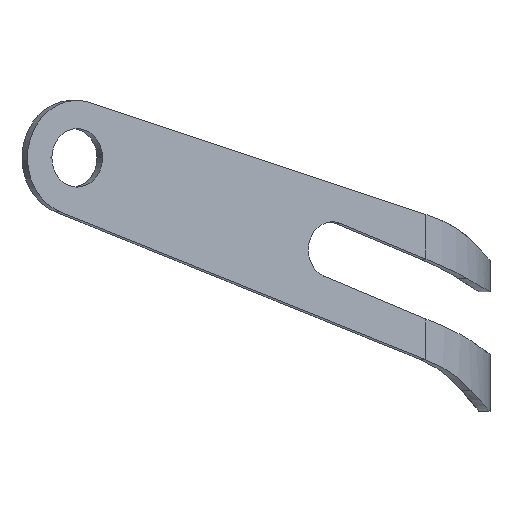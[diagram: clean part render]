
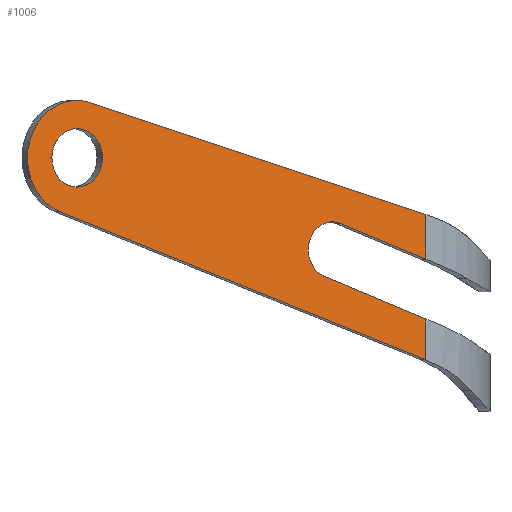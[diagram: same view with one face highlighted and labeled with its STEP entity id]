
A CAD part, left-side view. The second image highlights one B-rep face of the part: STEP entity #1006.
In plain terms, the highlighted planar face has unit normal (-0.866, -0.5, 0).
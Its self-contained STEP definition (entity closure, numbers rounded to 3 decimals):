
#95=CARTESIAN_POINT('POINT11',(-17.74,
   16.83,14.909));
#96=VERTEX_POINT('VERTEX11',#95);
#104=CARTESIAN_POINT('POINT12',(-16.153,
   14.08,14.909));
#105=VERTEX_POINT('VERTEX12',#104);
#112=CARTESIAN_POINT('POS14',(-16.946,
   15.455,14.909));
#113=DIRECTION('DIR19',(-0.866,-0.5,0.));
#114=DIRECTION('DIR20',(-0.5,0.866,0.));
#115=AXIS2_PLACEMENT_3D('AXIS6',#112,#113,#114);
#116=CIRCLE('ELLIPSE5',#115,1.588);
#117=EDGE_CURVE('EDGE13',#96,#105,#116,.F.);
#130=CARTESIAN_POINT('POS16',(-16.946,
   15.455,14.909));
#131=DIRECTION('DIR23',(-0.866,-0.5,0.));
#132=DIRECTION('DIR24',(-0.5,0.866,0.));
#133=AXIS2_PLACEMENT_3D('AXIS8',#130,#131,#132);
#134=CIRCLE('ELLIPSE6',#133,1.588);
#135=EDGE_CURVE('EDGE14',#105,#96,#134,.F.);
#140=CARTESIAN_POINT('POINT13',(-6.018,
   -3.474,6.165));
#141=VERTEX_POINT('VERTEX13',#140);
#148=CARTESIAN_POINT('POINT14',(-9.204,
   2.044,8.485));
#149=VERTEX_POINT('VERTEX14',#148);
#156=CARTESIAN_POINT('POS18',(-11.831,
   6.596,10.398));
#157=DIRECTION('DIR26',(-0.47,0.814,
   0.342));
#158=VECTOR('VEC10',#157,1.);
#159=LINE('STRAIGHT10',#156,#158);
#160=EDGE_CURVE('EDGE17',#141,#149,#159,.T.);
#171=CARTESIAN_POINT('POINT15',(-6.018,
   -3.474,3.957));
#172=VERTEX_POINT('VERTEX15',#171);
#178=CARTESIAN_POINT('POINT16',(-17.461,
   16.346,11.97));
#179=VERTEX_POINT('VERTEX16',#178);
#180=CARTESIAN_POINT('POS20',(-14.392,
   11.03,9.821));
#181=DIRECTION('DIR29',(0.472,-0.817,
   -0.33));
#182=VECTOR('VEC11',#181,1.);
#183=LINE('STRAIGHT11',#180,#182);
#184=EDGE_CURVE('EDGE19',#179,#172,#183,.T.);
#200=CARTESIAN_POINT('POINT17',(-16.515,
   14.707,17.902));
#201=VERTEX_POINT('VERTEX17',#200);
#202=CARTESIAN_POINT('POS23',(-16.946,
   15.455,14.909));
#203=DIRECTION('DIR33',(-0.866,-0.5,
   0.));
#204=DIRECTION('DIR34',(-0.165,0.286,
   -0.944));
#205=AXIS2_PLACEMENT_3D('AXIS11',#202,#203,#204);
#206=CIRCLE('ELLIPSE7',#205,3.114);
#207=EDGE_CURVE('EDGE21',#201,#179,#206,.T.);
#225=CARTESIAN_POINT('POINT18',(-6.018,
   -3.474,11.841));
#226=VERTEX_POINT('VERTEX18',#225);
#227=CARTESIAN_POINT('POS26',(-14.113,
   10.547,16.515));
#228=DIRECTION('DIR38',(0.48,-0.832,
   -0.277));
#229=VECTOR('VEC14',#228,1.);
#230=LINE('STRAIGHT14',#227,#229);
#231=EDGE_CURVE('EDGE23',#226,#201,#230,.F.);
#248=CARTESIAN_POINT('POINT19',(-8.682,
   1.141,11.349));
#249=VERTEX_POINT('VERTEX19',#248);
#257=CARTESIAN_POINT('POINT20',(-6.018,
   -3.474,9.409));
#258=VERTEX_POINT('VERTEX20',#257);
#264=CARTESIAN_POINT('POS29',(-11.441,
   5.918,13.357));
#265=DIRECTION('DIR42',(-0.47,0.814,
   0.342));
#266=VECTOR('VEC16',#265,1.);
#267=LINE('STRAIGHT16',#264,#266);
#268=EDGE_CURVE('EDGE27',#258,#249,#267,.T.);
#281=CARTESIAN_POINT('POS31',(-8.943,
   1.593,9.917));
#282=DIRECTION('DIR45',(-0.866,-0.5,
   0.));
#283=DIRECTION('DIR46',(0.171,-0.296,
   0.94));
#284=AXIS2_PLACEMENT_3D('AXIS15',#281,#282,#283);
#285=CIRCLE('ELLIPSE8',#284,1.524);
#286=EDGE_CURVE('EDGE28',#249,#149,#285,.T.);
#977=ORIENTED_EDGE('COEDGE83',*,*,#286,.F.);
#978=ORIENTED_EDGE('COEDGE84',*,*,#268,.F.);
#979=CARTESIAN_POINT('POS37',(-6.018,
   -3.474,0.));
#980=DIRECTION('DIR55',(0.,0.,1.));
#981=VECTOR('VEC19',#980,1.);
#982=LINE('STRAIGHT19',#979,#981);
#983=EDGE_CURVE('EDGE53',#258,#226,#982,.T.);
#984=ORIENTED_EDGE('COEDGE85',*,*,#983,.T.);
#985=ORIENTED_EDGE('COEDGE86',*,*,#231,.T.);
#986=ORIENTED_EDGE('COEDGE87',*,*,#207,.T.);
#987=ORIENTED_EDGE('COEDGE88',*,*,#184,.T.);
#988=CARTESIAN_POINT('POS38',(-6.018,
   -3.474,0.));
#989=DIRECTION('DIR56',(0.,0.,1.));
#990=VECTOR('VEC20',#989,1.);
#991=LINE('STRAIGHT20',#988,#990);
#992=EDGE_CURVE('EDGE54',#172,#141,#991,.T.);
#993=ORIENTED_EDGE('COEDGE89',*,*,#992,.T.);
#994=ORIENTED_EDGE('COEDGE90',*,*,#160,.T.);
#995=EDGE_LOOP('NONE',(#977,#978,#984,#985,#986,#987,#993,#994));
#996=FACE_BOUND('LOOP1',#995,.T.);
#997=ORIENTED_EDGE('COEDGE91',*,*,#135,.T.);
#998=ORIENTED_EDGE('COEDGE92',*,*,#117,.T.);
#999=EDGE_LOOP('NONE',(#997,#998));
#1000=FACE_BOUND('LOOP1',#999,.T.);
#1001=CARTESIAN_POINT('POS39',(-18.504,
   18.152,0.));
#1002=DIRECTION('DIR57',(-0.866,-0.5,0.));
#1003=DIRECTION('DIR58',(0.5,-0.866,0.));
#1004=AXIS2_PLACEMENT_3D('AXIS19',#1001,#1002,#1003);
#1005=PLANE('PLANE6',#1004);
#1006=ADVANCED_FACE('FACE19',(#996,#1000),#1005,.T.);
